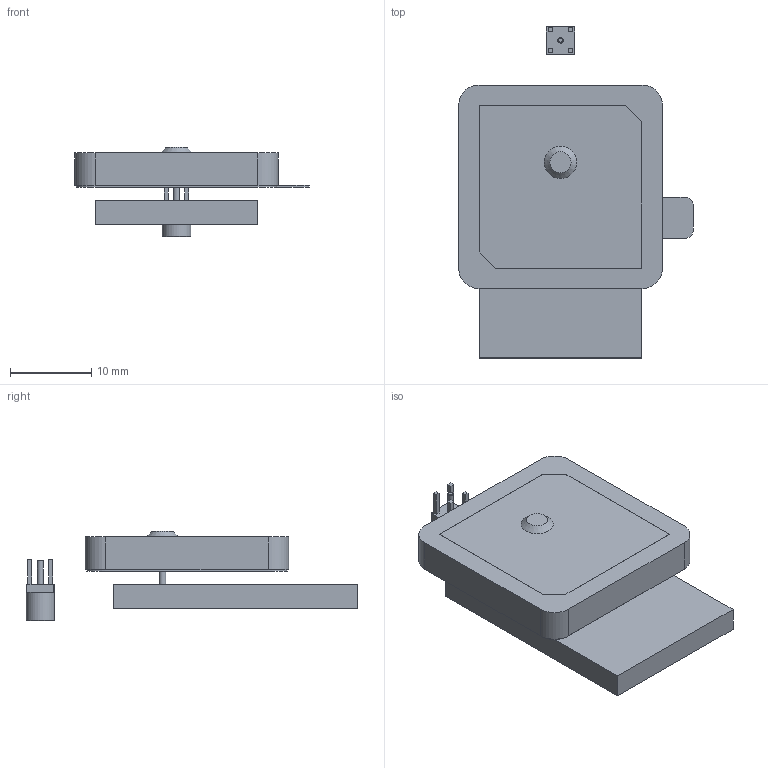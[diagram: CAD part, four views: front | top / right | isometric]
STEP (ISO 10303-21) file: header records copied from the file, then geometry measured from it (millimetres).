
FILE_DESCRIPTION(/* description */ ('STEP AP214'),/* implementation_level */ '2;1');
FILE_NAME(/* name */ 'isis_gps_active_patch_antenna v4.step',/* time_stamp */ '2025-08-11T03:15:50-07:00',/* author */ (''),/* organization */ (''),/* preprocessor_version */ 'ST-DEVELOPER v20.1',/* originating_system */ 'Autodesk Translation Framework v14.10.0.0',/* authorisation */ '');
FILE_SCHEMA (('AUTOMOTIVE_DESIGN { 1 0 10303 214 3 1 1 }'));
Length unit declared in the file: millimetre
Products named in the file (1): Open CASCADE STEP translator 6.9 1/COMPOUND|COMPOUND
Bounding box: 28.8 x 40.75 x 11 mm (x, y, z)
Volume: 4461.5 mm3; surface area: 3300.1 mm2
Topology: 3 solids, 3 shells, 86 faces, 206 edges, 135 vertices
Faces by surface type: plane 63, cylinder 18, cone 5
Full cylindrical faces by diameter (mm): 0.7 x1, 0.8 x1, 3.5 x1, 4 x1
Entity records: 2535 total; most frequent: DIRECTION 429, CARTESIAN_POINT 428, ORIENTED_EDGE 412, EDGE_CURVE 206, LINE 157, VECTOR 157, AXIS2_PLACEMENT_3D 136, VERTEX_POINT 135
